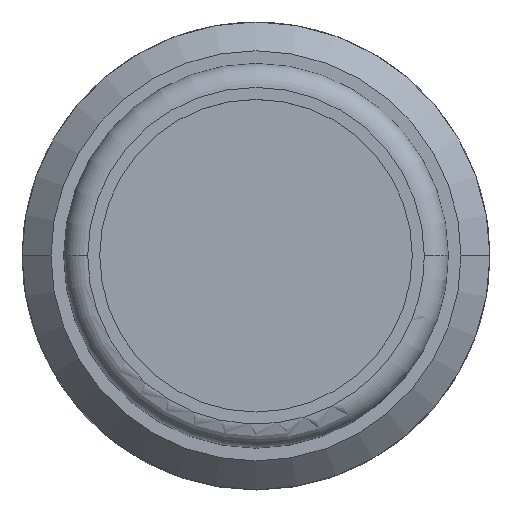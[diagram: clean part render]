
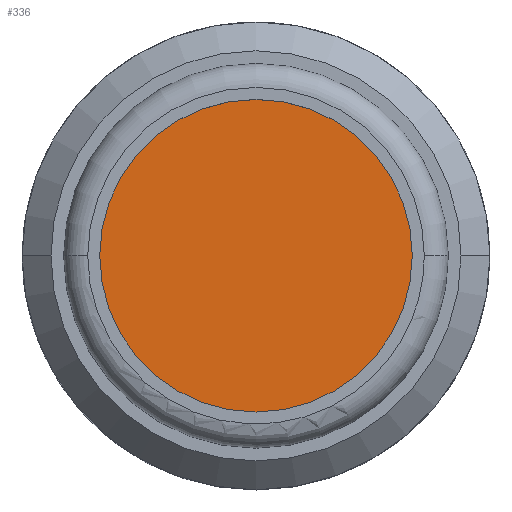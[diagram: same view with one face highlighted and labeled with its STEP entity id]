
A CAD part, top view. The second image highlights one B-rep face of the part: STEP entity #336.
In plain terms, the highlighted planar face has unit normal (0, 0, 1).
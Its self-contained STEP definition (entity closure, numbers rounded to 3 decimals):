
#212 = VERTEX_POINT ( 'NONE', #665 ) ;
#261 = VERTEX_POINT ( 'NONE', #888 ) ;
#317 = EDGE_CURVE ( 'NONE', #212, #261, #840, .T. ) ;
#334 = ORIENTED_EDGE ( 'NONE', *, *, #335, .F. ) ;
#335 = EDGE_CURVE ( 'NONE', #261, #212, #1006, .T. ) ;
#336 = ADVANCED_FACE ( 'NONE', ( #1035 ), #1042, .T. ) ;
#337 = EDGE_LOOP ( 'NONE', ( #338, #334 ) ) ;
#338 = ORIENTED_EDGE ( 'NONE', *, *, #317, .F. ) ;
#665 = CARTESIAN_POINT ( 'NONE',  ( -3.5, 0., 4.5 ) ) ;
#806 = DIRECTION ( 'NONE',  ( -1., 0., 0. ) ) ;
#807 = DIRECTION ( 'NONE',  ( 0., 0., -1. ) ) ;
#838 = CARTESIAN_POINT ( 'NONE',  ( 0., 0., 4.5 ) ) ;
#839 = AXIS2_PLACEMENT_3D ( 'NONE', #838, #807, #806 ) ;
#840 = CIRCLE ( 'NONE', #839, 3.5 ) ;
#888 = CARTESIAN_POINT ( 'NONE',  ( 3.5, 0., 4.5 ) ) ;
#1003 = DIRECTION ( 'NONE',  ( -1., 0., 0. ) ) ;
#1004 = DIRECTION ( 'NONE',  ( 0., 0., -1. ) ) ;
#1005 = AXIS2_PLACEMENT_3D ( 'NONE', #1043, #1004, #1003 ) ;
#1006 = CIRCLE ( 'NONE', #1005, 3.5 ) ;
#1035 = FACE_OUTER_BOUND ( 'NONE', #337, .T. ) ;
#1042 = PLANE ( 'NONE',  #1049 ) ;
#1043 = CARTESIAN_POINT ( 'NONE',  ( 0., 0., 4.5 ) ) ;
#1046 = DIRECTION ( 'NONE',  ( 1., 0., 0. ) ) ;
#1047 = DIRECTION ( 'NONE',  ( 0., 0., 1. ) ) ;
#1048 = CARTESIAN_POINT ( 'NONE',  ( -3.542, -3.542, 4.5 ) ) ;
#1049 = AXIS2_PLACEMENT_3D ( 'NONE', #1048, #1047, #1046 ) ;
